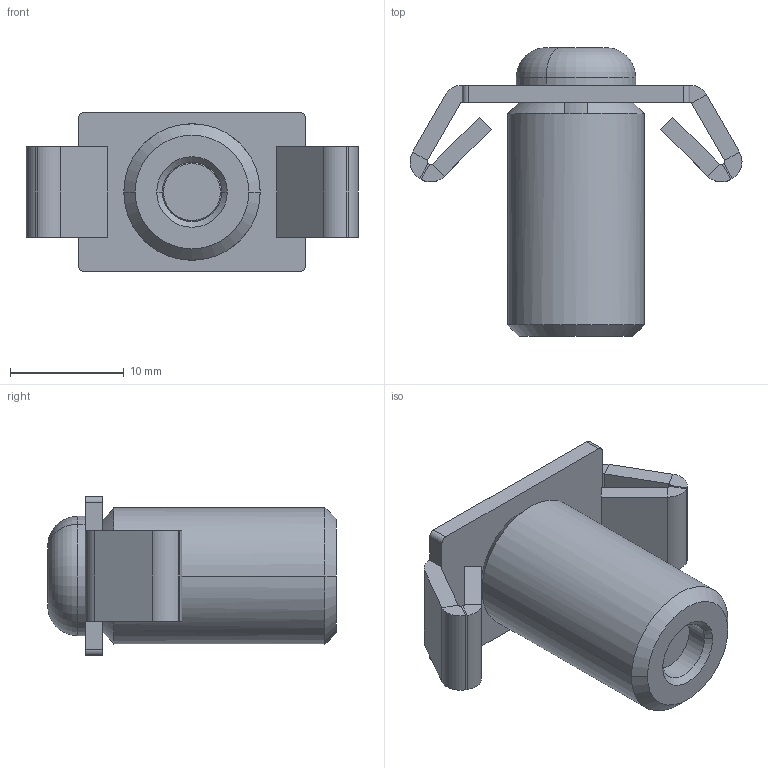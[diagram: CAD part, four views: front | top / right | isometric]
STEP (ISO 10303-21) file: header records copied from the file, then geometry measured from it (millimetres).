
FILE_DESCRIPTION (( 'STEP AP214' ), '1' );
FILE_NAME ('SNSD.30.50.23 Âèíò òîðöåâîé ñ ïëàñòèíîé 30(E43), ïàç 8.STEP', '2014-11-21T11:59:07', ( 'XTreme.ws' ), ( 'XTreme.ws' ), 'SwSTEP 2.0', 'SolidWorks 2014', '' );
FILE_SCHEMA (( 'AUTOMOTIVE_DESIGN' ));
Length unit declared in the file: millimetre
Products named in the file (4): SNSD.30.50.50 Çàæèì(E43), ïàç 8_00; SNSD.30.50.49 Âòóëêà(E43), ïàç 8_00; SNSD.30.50.23 Âèíò òîðöåâîé ñ ïëàñòèíîé 30(E43), ïàç 8; SNSD.30.50.48 Âèíò(E43), ïàç 8_00
Assembly tree (3 placements, depth 2):
  SNSD.30.50.23 Âèíò òîðöåâîé ñ ïëàñòèíîé 30(E43), ïàç 8
    SNSD.30.50.50 Çàæèì(E43), ïàç 8_00
    SNSD.30.50.48 Âèíò(E43), ïàç 8_00
    SNSD.30.50.49 Âòóëêà(E43), ïàç 8_00
Bounding box: 29.22 x 25.4 x 14 mm (x, y, z)
Volume: 3341.5 mm3; surface area: 3111.1 mm2
Topology: 3 solids, 3 shells, 105 faces, 234 edges, 136 vertices
Faces by surface type: plane 63, cylinder 26, cone 12, torus 4
Entity records: 3084 total; most frequent: DIRECTION 528, CARTESIAN_POINT 505, ORIENTED_EDGE 468, EDGE_CURVE 234, AXIS2_PLACEMENT_3D 191, VECTOR 146, LINE 146, VERTEX_POINT 136
